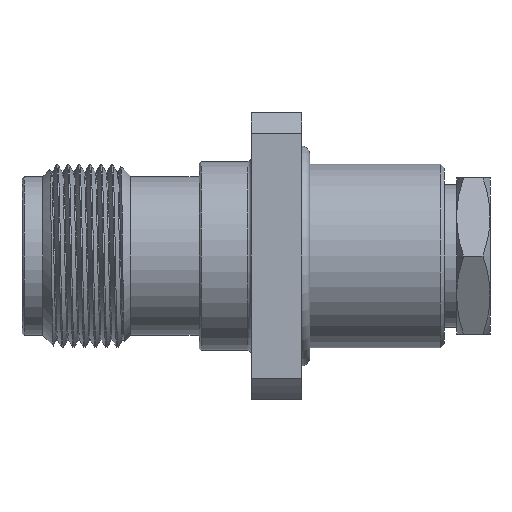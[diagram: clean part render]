
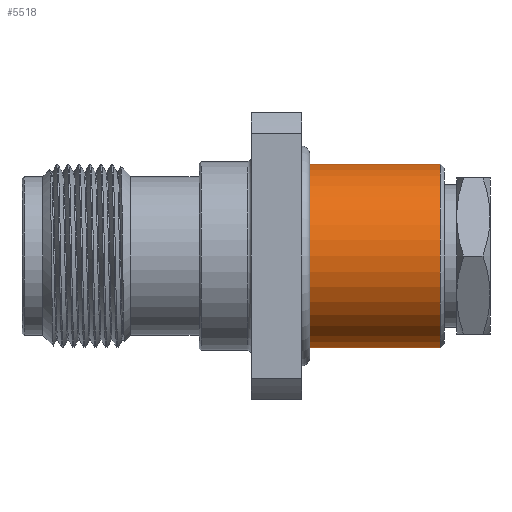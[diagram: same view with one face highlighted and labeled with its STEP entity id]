
A CAD part, front view. The second image highlights one B-rep face of the part: STEP entity #5518.
In plain terms, the highlighted cylindrical face has radius 5.601 mm (diameter 11.201 mm), a partial arc.
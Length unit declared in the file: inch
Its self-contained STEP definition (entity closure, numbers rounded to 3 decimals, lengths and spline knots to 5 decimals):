
#91 = DIRECTION ( 'NONE',  ( -1., 0., 0. ) ) ;
#128 = VERTEX_POINT ( 'NONE', #5445 ) ;
#361 = CARTESIAN_POINT ( 'NONE',  ( 0., 0., -0.2205 ) ) ;
#394 = VECTOR ( 'NONE', #5427, 39.37008 ) ;
#458 = EDGE_CURVE ( 'NONE', #128, #5531, #3481, .T. ) ;
#754 = ORIENTED_EDGE ( 'NONE', *, *, #458, .T. ) ;
#865 = EDGE_CURVE ( 'NONE', #1851, #128, #3391, .T. ) ;
#882 = AXIS2_PLACEMENT_3D ( 'NONE', #1046, #4555, #1932 ) ;
#1020 = EDGE_LOOP ( 'NONE', ( #1968, #1785, #754, #3688 ) ) ;
#1046 = CARTESIAN_POINT ( 'NONE',  ( 1.00291, 0., 0. ) ) ;
#1146 = CARTESIAN_POINT ( 'NONE',  ( 0.646, 0., 0.2205 ) ) ;
#1209 = VECTOR ( 'NONE', #91, 39.37008 ) ;
#1378 = CARTESIAN_POINT ( 'NONE',  ( 0., 0., 0.2205 ) ) ;
#1785 = ORIENTED_EDGE ( 'NONE', *, *, #865, .T. ) ;
#1851 = VERTEX_POINT ( 'NONE', #5143 ) ;
#1885 = CYLINDRICAL_SURFACE ( 'NONE', #3321, 0.2205 ) ;
#1932 = DIRECTION ( 'NONE',  ( 0., 0., 1. ) ) ;
#1968 = ORIENTED_EDGE ( 'NONE', *, *, #2248, .F. ) ;
#1990 = CARTESIAN_POINT ( 'NONE',  ( 0., 0., 0. ) ) ;
#2248 = EDGE_CURVE ( 'NONE', #1851, #4429, #2929, .T. ) ;
#2424 = DIRECTION ( 'NONE',  ( -1., 0., 0. ) ) ;
#2431 = DIRECTION ( 'NONE',  ( -1., 0., 0. ) ) ;
#2458 = CARTESIAN_POINT ( 'NONE',  ( 0.646, 0., 0. ) ) ;
#2874 = DIRECTION ( 'NONE',  ( 0., 0., 1. ) ) ;
#2929 = LINE ( 'NONE', #361, #394 ) ;
#3112 = AXIS2_PLACEMENT_3D ( 'NONE', #2458, #2424, #4211 ) ;
#3321 = AXIS2_PLACEMENT_3D ( 'NONE', #1990, #2431, #2874 ) ;
#3391 = CIRCLE ( 'NONE', #882, 0.2205 ) ;
#3394 = CIRCLE ( 'NONE', #3112, 0.2205 ) ;
#3481 = LINE ( 'NONE', #1378, #1209 ) ;
#3688 = ORIENTED_EDGE ( 'NONE', *, *, #4053, .F. ) ;
#4048 = CARTESIAN_POINT ( 'NONE',  ( 0.646, 0., -0.2205 ) ) ;
#4053 = EDGE_CURVE ( 'NONE', #4429, #5531, #3394, .T. ) ;
#4211 = DIRECTION ( 'NONE',  ( 0., 0., 1. ) ) ;
#4429 = VERTEX_POINT ( 'NONE', #4048 ) ;
#4555 = DIRECTION ( 'NONE',  ( -1., 0., 0. ) ) ;
#5143 = CARTESIAN_POINT ( 'NONE',  ( 1.00291, 0., -0.2205 ) ) ;
#5427 = DIRECTION ( 'NONE',  ( -1., 0., 0. ) ) ;
#5445 = CARTESIAN_POINT ( 'NONE',  ( 1.00291, 0., 0.2205 ) ) ;
#5518 = ADVANCED_FACE ( 'NONE', ( #5635 ), #1885, .T. ) ;
#5531 = VERTEX_POINT ( 'NONE', #1146 ) ;
#5635 = FACE_OUTER_BOUND ( 'NONE', #1020, .T. ) ;
